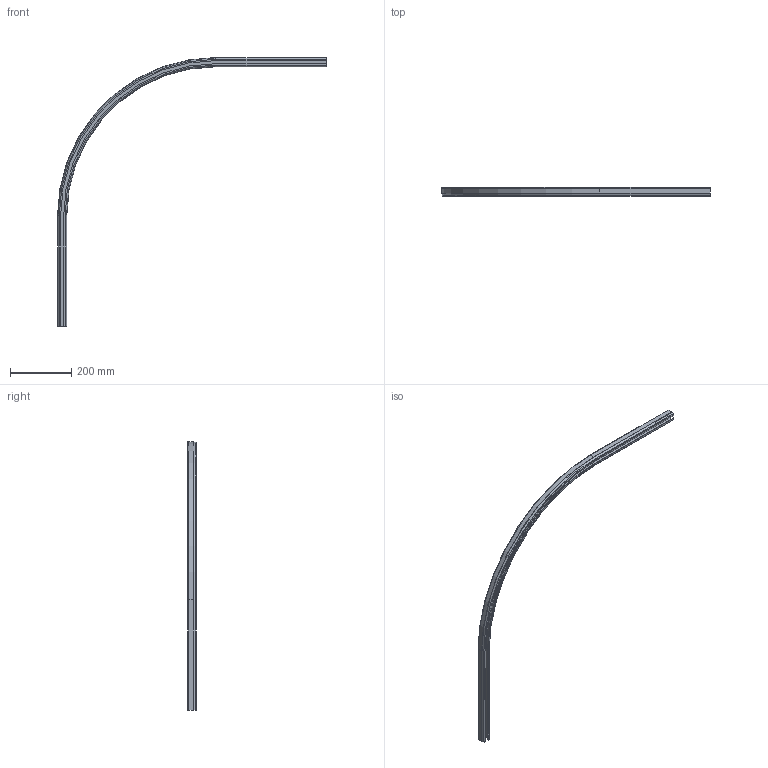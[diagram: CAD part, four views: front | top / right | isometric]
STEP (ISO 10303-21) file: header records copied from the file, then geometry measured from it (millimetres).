
FILE_DESCRIPTION((''),'2;1');
FILE_NAME('9010C.stp','2009-07-23T09:32:24',('Giuliano'),(''),'Autodesk Inventor 2009','Autodesk Inventor 2009','');
FILE_SCHEMA(('AUTOMOTIVE_DESIGN { 1 0 10303 214 1 1 1 1 }'));
Length unit declared in the file: millimetre
Products named in the file (1): 9010C
Bounding box: 875 x 28 x 875 mm (x, y, z)
Volume: 245650.6 mm3; surface area: 278691.1 mm2
Topology: 1 solids, 1 shells, 78 faces, 188 edges, 112 vertices
Faces by surface type: plane 32, cylinder 30, bspline 6, torus 6, cone 4
Entity records: 2568 total; most frequent: CARTESIAN_POINT 697, DIRECTION 410, ORIENTED_EDGE 376, EDGE_CURVE 188, AXIS2_PLACEMENT_3D 149, VERTEX_POINT 112, VECTOR 112, LINE 112
